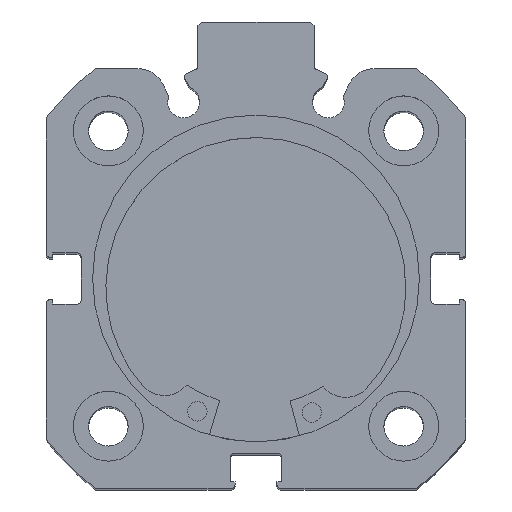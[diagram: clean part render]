
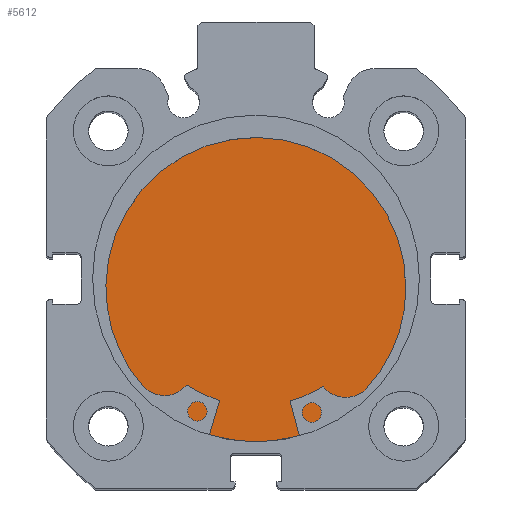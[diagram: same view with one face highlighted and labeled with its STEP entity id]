
A CAD part, top view. The second image highlights one B-rep face of the part: STEP entity #5612.
In plain terms, the highlighted face is planar.
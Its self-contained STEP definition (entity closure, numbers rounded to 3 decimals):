
#101 = CARTESIAN_POINT ( 'NONE',  ( 8.5, 0., 0. ) ) ;
#104 = DIRECTION ( 'NONE',  ( 0., 0., 1. ) ) ;
#105 = DIRECTION ( 'NONE',  ( -1., 0., 0. ) ) ;
#428 = AXIS2_PLACEMENT_3D ( 'NONE', #101, #105, #104 ) ;
#502 = AXIS2_PLACEMENT_3D ( 'NONE', #2379, #2382, #2383 ) ;
#739 = AXIS2_PLACEMENT_3D ( 'NONE', #3788, #3796, #3797 ) ;
#1009 = ORIENTED_EDGE ( 'NONE', *, *, #4523, .F. ) ;
#1010 = ORIENTED_EDGE ( 'NONE', *, *, #4722, .F. ) ;
#1322 = CIRCLE ( 'NONE', #428, 21. ) ;
#1632 = CIRCLE ( 'NONE', #502, 21. ) ;
#2379 = CARTESIAN_POINT ( 'NONE',  ( 8.5, 0., 0. ) ) ;
#2382 = DIRECTION ( 'NONE',  ( -1., 0., 0. ) ) ;
#2383 = DIRECTION ( 'NONE',  ( 0., 0., 1. ) ) ;
#3389 = FACE_OUTER_BOUND ( 'NONE', #5005, .T. ) ;
#3788 = CARTESIAN_POINT ( 'NONE',  ( 8.5, 21., 0. ) ) ;
#3789 = PLANE ( 'NONE',  #739 ) ;
#3796 = DIRECTION ( 'NONE',  ( -1., 0., 0. ) ) ;
#3797 = DIRECTION ( 'NONE',  ( 0., 0., 1. ) ) ;
#4201 = CARTESIAN_POINT ( 'NONE',  ( 8.5, 0., 21. ) ) ;
#4205 = CARTESIAN_POINT ( 'NONE',  ( 8.5, 0., -21. ) ) ;
#4523 = EDGE_CURVE ( 'NONE', #5936, #5932, #1322, .T. ) ;
#4722 = EDGE_CURVE ( 'NONE', #5932, #5936, #1632, .T. ) ;
#5005 = EDGE_LOOP ( 'NONE', ( #1010, #1009 ) ) ;
#5612 = ADVANCED_FACE ( 'NONE', ( #3389 ), #3789, .F. ) ;
#5932 = VERTEX_POINT ( 'NONE', #4201 ) ;
#5936 = VERTEX_POINT ( 'NONE', #4205 ) ;
